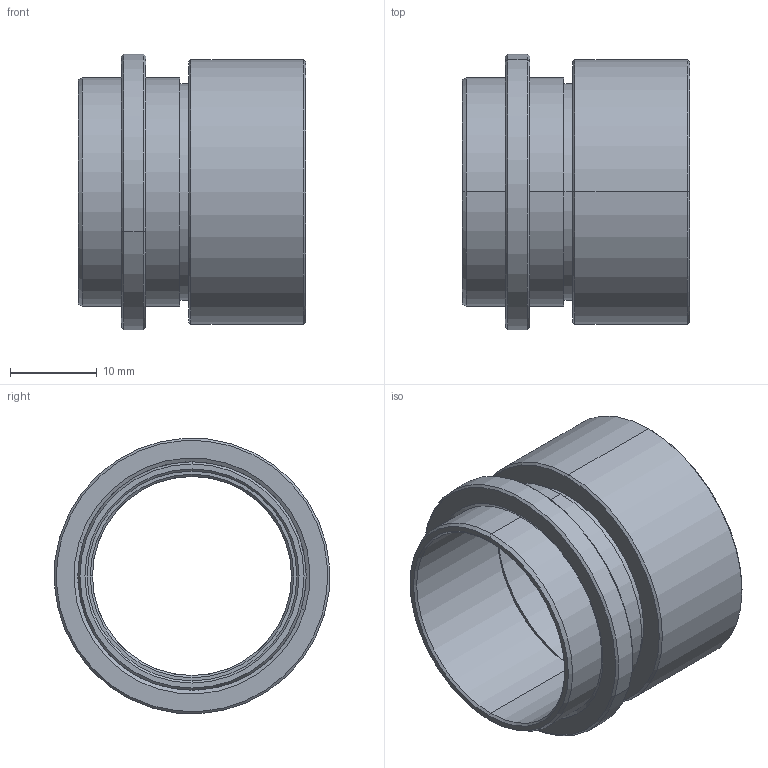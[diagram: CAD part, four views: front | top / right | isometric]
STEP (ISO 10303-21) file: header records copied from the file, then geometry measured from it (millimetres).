
FILE_DESCRIPTION (( 'STEP AP214' ), '1' );
FILE_NAME ('0591-E0W.STEP', '2016-02-12T21:22:36', ( 'admin' ), ( '' ), 'SwSTEP 2.0', 'SolidWorks 2014', '' );
FILE_SCHEMA (( 'AUTOMOTIVE_DESIGN' ));
Length unit declared in the file: inch
Products named in the file (1): 0591-E0W
Bounding box: 26.16 x 31.7 x 31.7 mm (x, y, z)
Volume: 4464.8 mm3; surface area: 6592.7 mm2
Topology: 3 solids, 3 shells, 309 faces, 810 edges, 532 vertices
Faces by surface type: bspline 151, plane 110, cone 28, cylinder 20
Entity records: 16513 total; most frequent: CARTESIAN_POINT 5799, ORIENTED_EDGE 1620, DIRECTION 894, EDGE_CURVE 810, VERTEX_POINT 532, VECTOR 424, LINE 424, EDGE_LOOP 340
